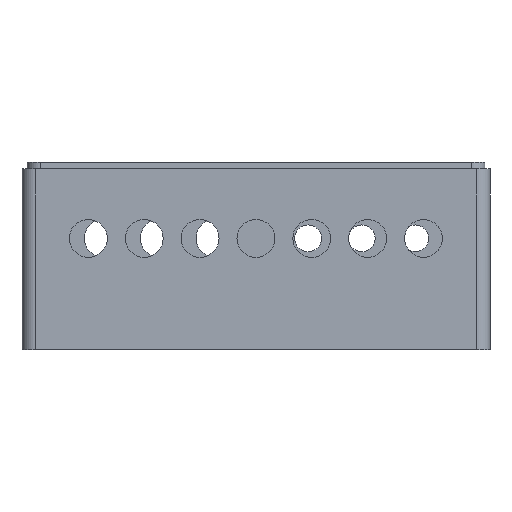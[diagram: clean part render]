
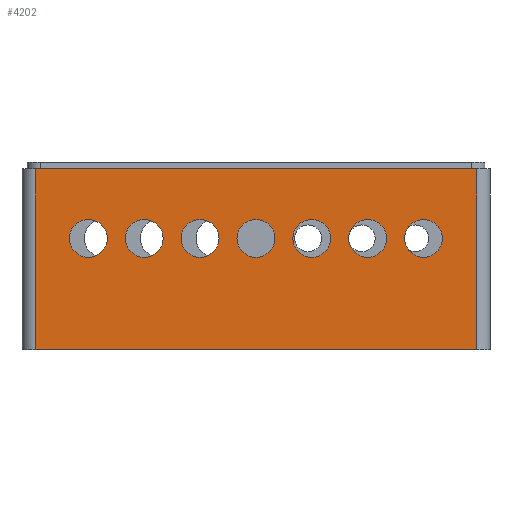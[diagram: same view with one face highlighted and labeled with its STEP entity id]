
A CAD part, left-side view. The second image highlights one B-rep face of the part: STEP entity #4202.
In plain terms, the highlighted planar face has unit normal (-1, 0, 0).
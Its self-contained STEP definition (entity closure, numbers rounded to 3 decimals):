
#184=CIRCLE('',#4544,5.65);
#185=CIRCLE('',#4545,5.65);
#186=CIRCLE('',#4546,5.65);
#187=CIRCLE('',#4547,5.65);
#188=CIRCLE('',#4548,5.65);
#189=CIRCLE('',#4549,5.65);
#190=CIRCLE('',#4550,5.65);
#291=FACE_BOUND('',#834,.T.);
#292=FACE_BOUND('',#835,.T.);
#293=FACE_BOUND('',#836,.T.);
#294=FACE_BOUND('',#837,.T.);
#295=FACE_BOUND('',#838,.T.);
#296=FACE_BOUND('',#839,.T.);
#297=FACE_BOUND('',#840,.T.);
#529=FACE_OUTER_BOUND('',#833,.T.);
#833=EDGE_LOOP('',(#3540,#3541,#3542,#3543));
#834=EDGE_LOOP('',(#3544));
#835=EDGE_LOOP('',(#3545));
#836=EDGE_LOOP('',(#3546));
#837=EDGE_LOOP('',(#3547));
#838=EDGE_LOOP('',(#3548));
#839=EDGE_LOOP('',(#3549));
#840=EDGE_LOOP('',(#3550));
#1248=LINE('',#6416,#1667);
#1306=LINE('',#6670,#1725);
#1328=LINE('',#6800,#1747);
#1329=LINE('',#6802,#1748);
#1667=VECTOR('',#5111,10.);
#1725=VECTOR('',#5405,10.);
#1747=VECTOR('',#5567,10.);
#1748=VECTOR('',#5570,10.);
#2002=VERTEX_POINT('',#6413);
#2003=VERTEX_POINT('',#6415);
#2080=VERTEX_POINT('',#6667);
#2081=VERTEX_POINT('',#6669);
#2120=VERTEX_POINT('',#6803);
#2121=VERTEX_POINT('',#6805);
#2122=VERTEX_POINT('',#6807);
#2123=VERTEX_POINT('',#6809);
#2124=VERTEX_POINT('',#6811);
#2125=VERTEX_POINT('',#6813);
#2126=VERTEX_POINT('',#6815);
#2463=EDGE_CURVE('',#2002,#2003,#1248,.T.);
#2577=EDGE_CURVE('',#2080,#2081,#1306,.T.);
#2638=EDGE_CURVE('',#2081,#2002,#1328,.T.);
#2639=EDGE_CURVE('',#2080,#2003,#1329,.T.);
#2640=EDGE_CURVE('',#2120,#2120,#184,.T.);
#2641=EDGE_CURVE('',#2121,#2121,#185,.T.);
#2642=EDGE_CURVE('',#2122,#2122,#186,.T.);
#2643=EDGE_CURVE('',#2123,#2123,#187,.T.);
#2644=EDGE_CURVE('',#2124,#2124,#188,.T.);
#2645=EDGE_CURVE('',#2125,#2125,#189,.T.);
#2646=EDGE_CURVE('',#2126,#2126,#190,.T.);
#3540=ORIENTED_EDGE('',*,*,#2638,.F.);
#3541=ORIENTED_EDGE('',*,*,#2577,.F.);
#3542=ORIENTED_EDGE('',*,*,#2639,.T.);
#3543=ORIENTED_EDGE('',*,*,#2463,.F.);
#3544=ORIENTED_EDGE('',*,*,#2640,.T.);
#3545=ORIENTED_EDGE('',*,*,#2641,.T.);
#3546=ORIENTED_EDGE('',*,*,#2642,.T.);
#3547=ORIENTED_EDGE('',*,*,#2643,.T.);
#3548=ORIENTED_EDGE('',*,*,#2644,.T.);
#3549=ORIENTED_EDGE('',*,*,#2645,.T.);
#3550=ORIENTED_EDGE('',*,*,#2646,.T.);
#3991=PLANE('',#4543);
#4202=ADVANCED_FACE('',(#529,#291,#292,#293,#294,#295,#296,#297),#3991,
 .F.);
#4543=AXIS2_PLACEMENT_3D('',#6801,#5568,#5569);
#4544=AXIS2_PLACEMENT_3D('',#6804,#5571,#5572);
#4545=AXIS2_PLACEMENT_3D('',#6806,#5573,#5574);
#4546=AXIS2_PLACEMENT_3D('',#6808,#5575,#5576);
#4547=AXIS2_PLACEMENT_3D('',#6810,#5577,#5578);
#4548=AXIS2_PLACEMENT_3D('',#6812,#5579,#5580);
#4549=AXIS2_PLACEMENT_3D('',#6814,#5581,#5582);
#4550=AXIS2_PLACEMENT_3D('',#6816,#5583,#5584);
#5111=DIRECTION('',(0.,-1.,0.));
#5405=DIRECTION('',(0.,1.,0.));
#5567=DIRECTION('',(0.,0.,1.));
#5568=DIRECTION('center_axis',(1.,0.,0.));
#5569=DIRECTION('ref_axis',(0.,0.,-1.));
#5570=DIRECTION('',(0.,0.,1.));
#5571=DIRECTION('center_axis',(1.,0.,0.));
#5572=DIRECTION('ref_axis',(0.,1.,0.));
#5573=DIRECTION('center_axis',(1.,0.,0.));
#5574=DIRECTION('ref_axis',(0.,1.,0.));
#5575=DIRECTION('center_axis',(1.,0.,0.));
#5576=DIRECTION('ref_axis',(0.,1.,0.));
#5577=DIRECTION('center_axis',(1.,0.,0.));
#5578=DIRECTION('ref_axis',(0.,1.,0.));
#5579=DIRECTION('center_axis',(1.,0.,0.));
#5580=DIRECTION('ref_axis',(0.,1.,0.));
#5581=DIRECTION('center_axis',(1.,0.,0.));
#5582=DIRECTION('ref_axis',(0.,1.,0.));
#5583=DIRECTION('center_axis',(1.,0.,0.));
#5584=DIRECTION('ref_axis',(0.,1.,0.));
#6413=CARTESIAN_POINT('',(47.43,-37.93,50.));
#6415=CARTESIAN_POINT('',(47.43,-169.57,50.));
#6416=CARTESIAN_POINT('',(47.43,-70.59,50.));
#6667=CARTESIAN_POINT('',(47.43,-169.57,-4.));
#6669=CARTESIAN_POINT('',(47.43,-37.93,-4.));
#6670=CARTESIAN_POINT('',(47.43,-71.465,-4.));
#6800=CARTESIAN_POINT('',(47.43,-37.93,-0.75));
#6801=CARTESIAN_POINT('Origin',(47.43,-37.43,0.));
#6802=CARTESIAN_POINT('',(47.43,-169.57,30.));
#6803=CARTESIAN_POINT('',(47.43,-59.38,29.246));
#6804=CARTESIAN_POINT('Origin',(47.43,-53.73,29.246));
#6805=CARTESIAN_POINT('',(47.43,-76.046,29.246));
#6806=CARTESIAN_POINT('Origin',(47.43,-70.396,29.246));
#6807=CARTESIAN_POINT('',(47.43,-92.713,29.246));
#6808=CARTESIAN_POINT('Origin',(47.43,-87.063,29.246));
#6809=CARTESIAN_POINT('',(47.43,-109.38,29.246));
#6810=CARTESIAN_POINT('Origin',(47.43,-103.73,29.246));
#6811=CARTESIAN_POINT('',(47.43,-126.046,29.246));
#6812=CARTESIAN_POINT('Origin',(47.43,-120.396,29.246));
#6813=CARTESIAN_POINT('',(47.43,-142.713,29.246));
#6814=CARTESIAN_POINT('Origin',(47.43,-137.063,29.246));
#6815=CARTESIAN_POINT('',(47.43,-159.38,29.246));
#6816=CARTESIAN_POINT('Origin',(47.43,-153.73,29.246));
